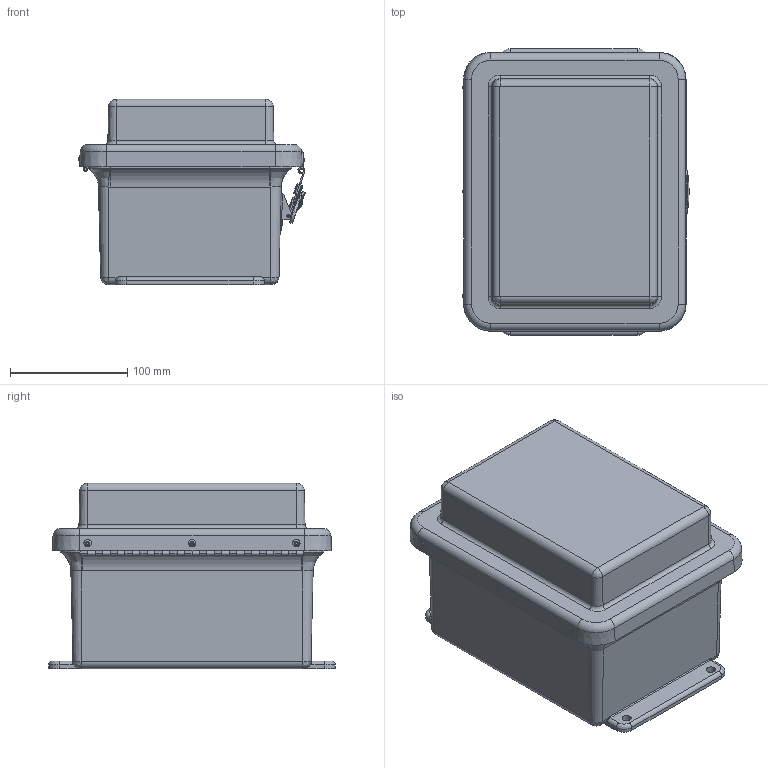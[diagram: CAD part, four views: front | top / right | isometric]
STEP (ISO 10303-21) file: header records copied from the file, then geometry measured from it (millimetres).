
FILE_DESCRIPTION(/* description */ (''),/* implementation_level */ '2;1');
FILE_NAME(/* name */ 'HW-RHJ80606CHTL.stp',/* time_stamp */ '2014-04-02T13:54:40-05:00',/* author */ ('jtigges'),/* organization */ (''),/* preprocessor_version */ 'ST-DEVELOPER v15.2',/* originating_system */ 'Autodesk Inventor 2014',/* authorisation */ '');
FILE_SCHEMA (('AUTOMOTIVE_DESIGN { 1 0 10303 214 3 1 1 }'));
Length unit declared in the file: inch
Products named in the file (27): J806HL_4; RMINS45821P_63; RMINS45821P_64; RMINS45821P_65; RMINS45821P_66; J806BHL; RMHINGCOV7.5; RMHINGPIN7.5; RMHINGBOX7.5; RMHING7.5(RJ806); RJ806HLCVR; GASKET_806; RJ806HLL; RMRIV43; RMKEEPJLL150WT; JONEA; JONEB; JONEC; JONED; JONEE; JONEF; JONEG; JONEH; JONEI; JONE; RMLATJLL150_4; RJ806HLL_STP
Bounding box: 192.95 x 244.47 x 157.85 mm (x, y, z)
Volume: 797464.4 mm3; surface area: 443981 mm2
Topology: 30 solids, 30 shells, 828 faces, 2067 edges, 1326 vertices
Faces by surface type: plane 346, cylinder 308, bspline 63, cone 54, torus 52, sphere 5
Full cylindrical faces by diameter (mm): 2.159 x31, 2.4 x1, 2.7 x2, 3 x1, 3.175 x9, 3.25 x1, 3.302 x2, 3.327 x6, 3.5 x1, 3.556 x10, 3.861 x5, 3.962 x7, 4.2 x2, 4.609 x1, 4.618 x1, 4.7 x1, 4.9 x1, 5 x2, 5.3 x1, 5.537 x4, 6.35 x9, 6.858 x4, 13.3 x1, 13.5 x1
Entity records: 30145 total; most frequent: CARTESIAN_POINT 10599, DIRECTION 4137, ORIENTED_EDGE 3740, EDGE_CURVE 1870, AXIS2_PLACEMENT_3D 1580, VERTEX_POINT 1261, EDGE_LOOP 1041, LINE 977
